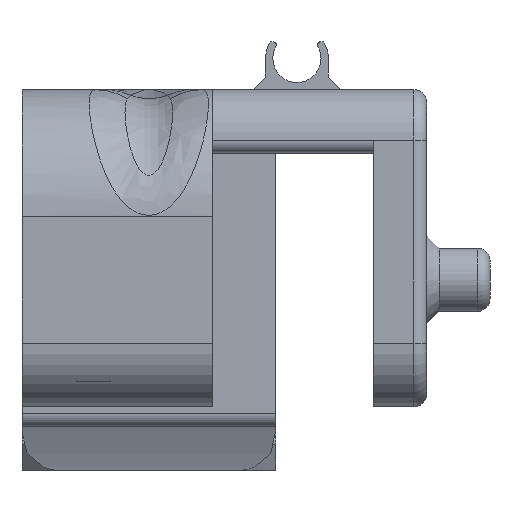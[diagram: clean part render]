
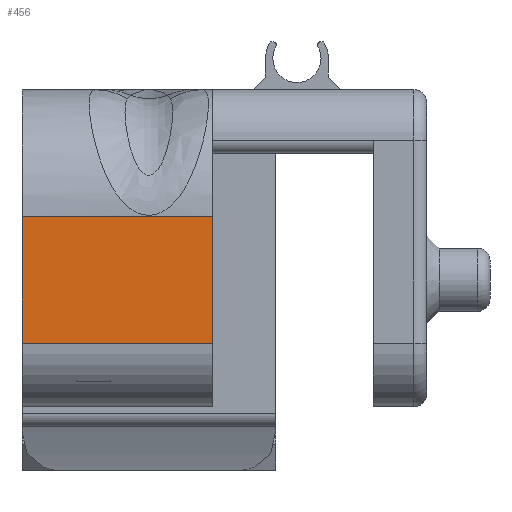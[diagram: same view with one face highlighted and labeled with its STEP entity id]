
A CAD part, left-side view. The second image highlights one B-rep face of the part: STEP entity #456.
In plain terms, the highlighted planar face has unit normal (-1, 0, 0).
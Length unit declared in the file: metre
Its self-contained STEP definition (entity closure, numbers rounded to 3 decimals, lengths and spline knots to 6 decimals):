
#456 = ADVANCED_FACE( '', ( #1021 ), #1022, .T. );
#1021 = FACE_OUTER_BOUND( '', #1831, .T. );
#1022 = PLANE( '', #1832 );
#1831 = EDGE_LOOP( '', ( #3381, #3382, #3383, #3384 ) );
#1832 = AXIS2_PLACEMENT_3D( '', #3385, #3386, #3387 );
#3381 = ORIENTED_EDGE( '', *, *, #4321, .T. );
#3382 = ORIENTED_EDGE( '', *, *, #4868, .T. );
#3383 = ORIENTED_EDGE( '', *, *, #4869, .F. );
#3384 = ORIENTED_EDGE( '', *, *, #4648, .F. );
#3385 = CARTESIAN_POINT( '', ( 0.129537, -0.490814, 0.23 ) );
#3386 = DIRECTION( '', ( -1., 0., 0. ) );
#3387 = DIRECTION( '', ( 0., 0., 1. ) );
#4321 = EDGE_CURVE( '', #5123, #5121, #5124, .T. );
#4648 = EDGE_CURVE( '', #5123, #5677, #5678, .T. );
#4868 = EDGE_CURVE( '', #5121, #5995, #5996, .T. );
#4869 = EDGE_CURVE( '', #5677, #5995, #5997, .T. );
#5121 = VERTEX_POINT( '', #6302 );
#5123 = VERTEX_POINT( '', #6304 );
#5124 = LINE( '', #6305, #6306 );
#5677 = VERTEX_POINT( '', #7189 );
#5678 = LINE( '', #7190, #7191 );
#5995 = VERTEX_POINT( '', #7911 );
#5996 = LINE( '', #7912, #7913 );
#5997 = LINE( '', #7914, #7915 );
#6302 = CARTESIAN_POINT( '', ( 0.129537, -0.485814, 0.24 ) );
#6304 = CARTESIAN_POINT( '', ( 0.129537, -0.485814, 0.23 ) );
#6305 = CARTESIAN_POINT( '', ( 0.129537, -0.485814, 0.23375 ) );
#6306 = VECTOR( '', #8619, 1. );
#7189 = CARTESIAN_POINT( '', ( 0.129537, -0.470814, 0.23 ) );
#7190 = CARTESIAN_POINT( '', ( 0.129537, -0.490814, 0.23 ) );
#7191 = VECTOR( '', #9055, 1. );
#7911 = CARTESIAN_POINT( '', ( 0.129537, -0.470814, 0.24 ) );
#7912 = CARTESIAN_POINT( '', ( 0.129537, -0.490814, 0.24 ) );
#7913 = VECTOR( '', #9304, 1. );
#7914 = CARTESIAN_POINT( '', ( 0.129537, -0.470814, 0.23 ) );
#7915 = VECTOR( '', #9305, 1. );
#8619 = DIRECTION( '', ( 0., 0., 1. ) );
#9055 = DIRECTION( '', ( 0., 1., 0. ) );
#9304 = DIRECTION( '', ( 0., 1., 0. ) );
#9305 = DIRECTION( '', ( 0., 0., 1. ) );
